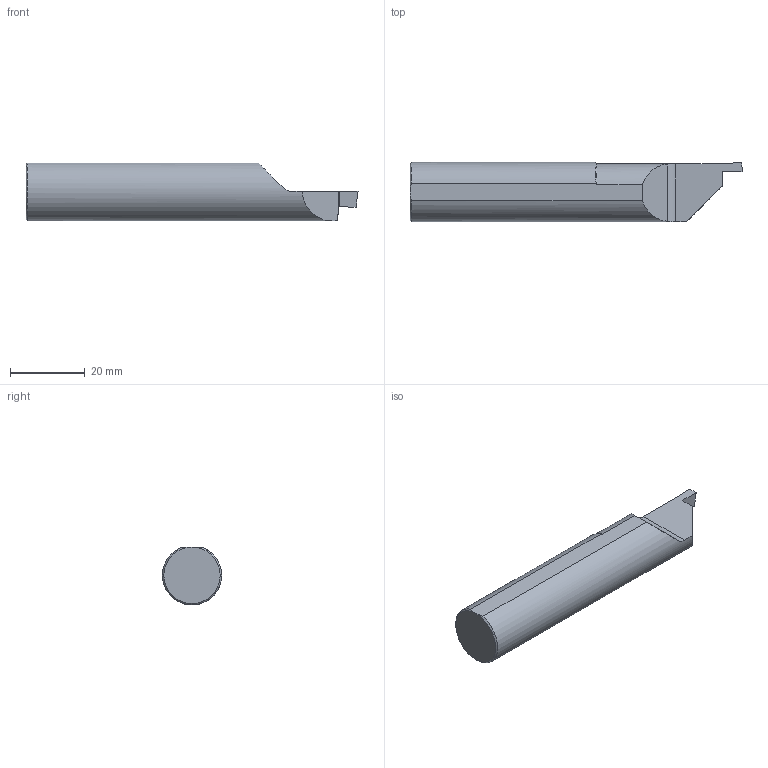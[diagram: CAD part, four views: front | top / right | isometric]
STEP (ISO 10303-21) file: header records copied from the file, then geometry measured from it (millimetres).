
FILE_DESCRIPTION (( 'STEP AP203' ), '1' );
FILE_NAME ('220148-FG625-093.STEP', '2024-06-10T23:54:13', ( '' ), ( '' ), 'SwSTEP 2.0', 'SolidWorks 2022', '' );
FILE_SCHEMA (( 'CONFIG_CONTROL_DESIGN' ));
Length unit declared in the file: inch
Products named in the file (1): 220148-FG625-093
Bounding box: 88.9 x 15.87 x 15.51 mm (x, y, z)
Volume: 14390.4 mm3; surface area: 4262 mm2
Topology: 1 solids, 1 shells, 23 faces, 63 edges, 42 vertices
Faces by surface type: plane 11, cylinder 5, torus 4, cone 2, bspline 1
Entity records: 882 total; most frequent: CARTESIAN_POINT 274, ORIENTED_EDGE 126, DIRECTION 94, EDGE_CURVE 63, VERTEX_POINT 42, AXIS2_PLACEMENT_3D 36, ADVANCED_FACE 23, FACE_OUTER_BOUND 23
